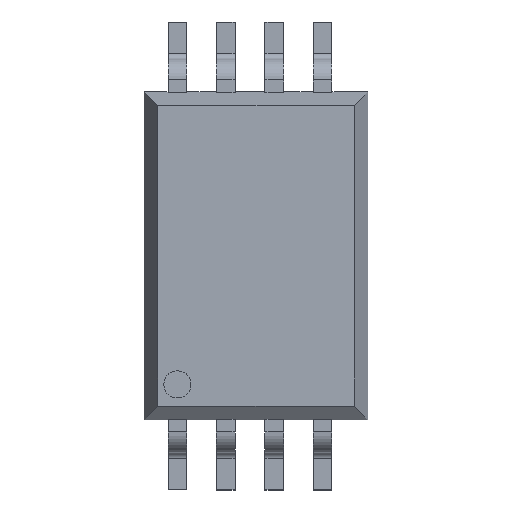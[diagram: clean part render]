
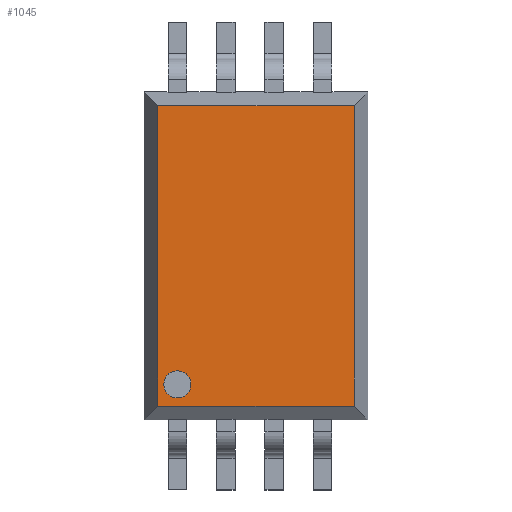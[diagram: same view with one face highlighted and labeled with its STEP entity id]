
A CAD part, top view. The second image highlights one B-rep face of the part: STEP entity #1045.
In plain terms, the highlighted planar face has unit normal (0, 0, 1).
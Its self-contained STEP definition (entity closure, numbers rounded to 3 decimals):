
#756 = EDGE_CURVE ( 'NONE', #757, #1005, #3209, .T. ) ;
#757 = VERTEX_POINT ( 'NONE', #3205 ) ;
#813 = EDGE_CURVE ( 'NONE', #992, #814, #3151, .T. ) ;
#814 = VERTEX_POINT ( 'NONE', #3146 ) ;
#864 = ORIENTED_EDGE ( 'NONE', *, *, #1086, .T. ) ;
#865 = ORIENTED_EDGE ( 'NONE', *, *, #866, .T. ) ;
#866 = EDGE_CURVE ( 'NONE', #1084, #757, #3359, .T. ) ;
#867 = ORIENTED_EDGE ( 'NONE', *, *, #756, .T. ) ;
#868 = ORIENTED_EDGE ( 'NONE', *, *, #869, .T. ) ;
#869 = EDGE_CURVE ( 'NONE', #1005, #1087, #3530, .T. ) ;
#992 = VERTEX_POINT ( 'NONE', #3658 ) ;
#1005 = VERTEX_POINT ( 'NONE', #3619 ) ;
#1045 = ADVANCED_FACE ( 'NONE', ( #3989, #3988 ), #3974, .T. ) ;
#1046 = EDGE_LOOP ( 'NONE', ( #1047, #1049 ) ) ;
#1047 = ORIENTED_EDGE ( 'NONE', *, *, #1048, .F. ) ;
#1048 = EDGE_CURVE ( 'NONE', #814, #992, #3967, .T. ) ;
#1049 = ORIENTED_EDGE ( 'NONE', *, *, #813, .F. ) ;
#1050 = EDGE_LOOP ( 'NONE', ( #864, #865, #867, #868 ) ) ;
#1084 = VERTEX_POINT ( 'NONE', #3821 ) ;
#1086 = EDGE_CURVE ( 'NONE', #1087, #1084, #3881, .T. ) ;
#1087 = VERTEX_POINT ( 'NONE', #3877 ) ;
#3146 = CARTESIAN_POINT ( 'NONE',  ( 0.182, 0.793, 1.092 ) ) ;
#3147 = DIRECTION ( 'NONE',  ( 1., 0., 0. ) ) ;
#3148 = DIRECTION ( 'NONE',  ( 0., 0., 1. ) ) ;
#3149 = CARTESIAN_POINT ( 'NONE',  ( 0., 0.793, 1.092 ) ) ;
#3150 = AXIS2_PLACEMENT_3D ( 'NONE', #3149, #3148, #3147 ) ;
#3151 = CIRCLE ( 'NONE', #3150, 0.182 ) ;
#3205 = CARTESIAN_POINT ( 'NONE',  ( -0.26, 0.502, 1.092 ) ) ;
#3206 = DIRECTION ( 'NONE',  ( 1., 0., 0. ) ) ;
#3207 = VECTOR ( 'NONE', #3206, 1000. ) ;
#3208 = CARTESIAN_POINT ( 'NONE',  ( 2.555, 0.502, 1.092 ) ) ;
#3209 = LINE ( 'NONE', #3208, #3207 ) ;
#3356 = DIRECTION ( 'NONE',  ( 0., -1., 0. ) ) ;
#3357 = VECTOR ( 'NONE', #3356, 1000. ) ;
#3358 = CARTESIAN_POINT ( 'NONE',  ( -0.26, 0.318, 1.092 ) ) ;
#3359 = LINE ( 'NONE', #3358, #3357 ) ;
#3527 = DIRECTION ( 'NONE',  ( 0., 1., 0. ) ) ;
#3528 = VECTOR ( 'NONE', #3527, 1000. ) ;
#3529 = CARTESIAN_POINT ( 'NONE',  ( 2.371, 4.718, 1.092 ) ) ;
#3530 = LINE ( 'NONE', #3529, #3528 ) ;
#3619 = CARTESIAN_POINT ( 'NONE',  ( 2.371, 0.502, 1.092 ) ) ;
#3658 = CARTESIAN_POINT ( 'NONE',  ( -0.182, 0.793, 1.092 ) ) ;
#3821 = CARTESIAN_POINT ( 'NONE',  ( -0.26, 4.533, 1.092 ) ) ;
#3877 = CARTESIAN_POINT ( 'NONE',  ( 2.371, 4.533, 1.092 ) ) ;
#3878 = DIRECTION ( 'NONE',  ( -1., 0., 0. ) ) ;
#3879 = VECTOR ( 'NONE', #3878, 1000. ) ;
#3880 = CARTESIAN_POINT ( 'NONE',  ( -0.445, 4.533, 1.092 ) ) ;
#3881 = LINE ( 'NONE', #3880, #3879 ) ;
#3964 = DIRECTION ( 'NONE',  ( 1., 0., 0. ) ) ;
#3965 = DIRECTION ( 'NONE',  ( 0., 0., 1. ) ) ;
#3966 = AXIS2_PLACEMENT_3D ( 'NONE', #3973, #3965, #3964 ) ;
#3967 = CIRCLE ( 'NONE', #3966, 0.182 ) ;
#3969 = DIRECTION ( 'NONE',  ( 1., 0., 0. ) ) ;
#3970 = DIRECTION ( 'NONE',  ( 0., 0., 1. ) ) ;
#3971 = CARTESIAN_POINT ( 'NONE',  ( -0.445, 4.718, 1.092 ) ) ;
#3972 = AXIS2_PLACEMENT_3D ( 'NONE', #3971, #3970, #3969 ) ;
#3973 = CARTESIAN_POINT ( 'NONE',  ( 0., 0.793, 1.092 ) ) ;
#3974 = PLANE ( 'NONE',  #3972 ) ;
#3988 = FACE_OUTER_BOUND ( 'NONE', #1050, .T. ) ;
#3989 = FACE_BOUND ( 'NONE', #1046, .T. ) ;
